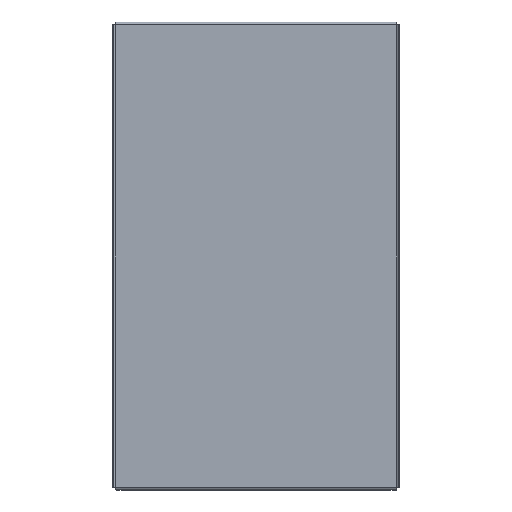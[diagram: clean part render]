
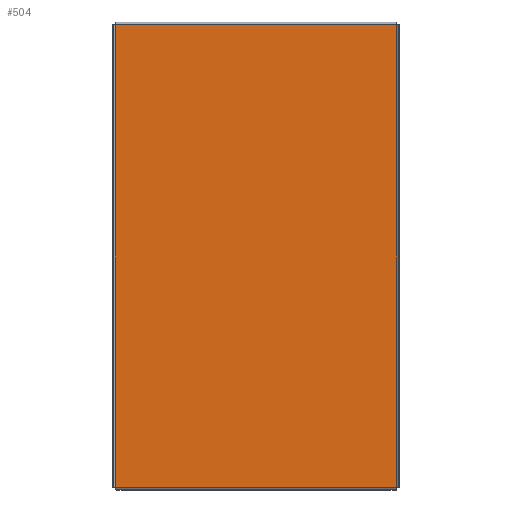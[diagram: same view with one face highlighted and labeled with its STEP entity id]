
A CAD part, front view. The second image highlights one B-rep face of the part: STEP entity #504.
In plain terms, the highlighted planar face has unit normal (0, -1, 0).
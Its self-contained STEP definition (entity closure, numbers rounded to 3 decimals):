
#2 = CARTESIAN_POINT ( 'NONE',  ( -119.8, -1.2, -196.8 ) ) ;
#138 = EDGE_CURVE ( 'NONE', #1267, #377, #1815, .T. ) ;
#246 = DIRECTION ( 'NONE',  ( 0., 0., 1. ) ) ;
#269 = EDGE_CURVE ( 'NONE', #1946, #2963, #1393, .T. ) ;
#377 = VERTEX_POINT ( 'NONE', #2619 ) ;
#390 = DIRECTION ( 'NONE',  ( 0., 0., 1. ) ) ;
#403 = CARTESIAN_POINT ( 'NONE',  ( 119.8, -1.2, 196.8 ) ) ;
#503 = EDGE_CURVE ( 'NONE', #1267, #2963, #543, .T. ) ;
#504 = ADVANCED_FACE ( 'NONE', ( #2575 ), #2381, .F. ) ;
#521 = ORIENTED_EDGE ( 'NONE', *, *, #269, .T. ) ;
#543 = LINE ( 'NONE', #2336, #1520 ) ;
#768 = VECTOR ( 'NONE', #1357, 1000. ) ;
#788 = ORIENTED_EDGE ( 'NONE', *, *, #2566, .F. ) ;
#899 = ORIENTED_EDGE ( 'NONE', *, *, #138, .T. ) ;
#949 = LINE ( 'NONE', #2467, #2792 ) ;
#1058 = DIRECTION ( 'NONE',  ( 0., 0., -1. ) ) ;
#1175 = CARTESIAN_POINT ( 'NONE',  ( -119.8, -1.2, -196.8 ) ) ;
#1251 = VECTOR ( 'NONE', #2387, 1000. ) ;
#1267 = VERTEX_POINT ( 'NONE', #1175 ) ;
#1357 = DIRECTION ( 'NONE',  ( -1., 0., 0. ) ) ;
#1393 = LINE ( 'NONE', #1835, #768 ) ;
#1520 = VECTOR ( 'NONE', #390, 1000. ) ;
#1815 = LINE ( 'NONE', #2, #1251 ) ;
#1835 = CARTESIAN_POINT ( 'NONE',  ( 119.8, -1.2, 196.8 ) ) ;
#1946 = VERTEX_POINT ( 'NONE', #403 ) ;
#2149 = DIRECTION ( 'NONE',  ( 0., 1., 0. ) ) ;
#2336 = CARTESIAN_POINT ( 'NONE',  ( -119.8, -1.2, -197. ) ) ;
#2381 = PLANE ( 'NONE',  #2489 ) ;
#2387 = DIRECTION ( 'NONE',  ( 1., 0., 0. ) ) ;
#2441 = CARTESIAN_POINT ( 'NONE',  ( -119.8, -1.2, 196.8 ) ) ;
#2467 = CARTESIAN_POINT ( 'NONE',  ( 119.8, -1.2, 197. ) ) ;
#2489 = AXIS2_PLACEMENT_3D ( 'NONE', #2856, #2149, #246 ) ;
#2566 = EDGE_CURVE ( 'NONE', #1946, #377, #949, .T. ) ;
#2575 = FACE_OUTER_BOUND ( 'NONE', #3034, .T. ) ;
#2619 = CARTESIAN_POINT ( 'NONE',  ( 119.8, -1.2, -196.8 ) ) ;
#2792 = VECTOR ( 'NONE', #1058, 1000. ) ;
#2856 = CARTESIAN_POINT ( 'NONE',  ( 0., -1.2, 0. ) ) ;
#2896 = ORIENTED_EDGE ( 'NONE', *, *, #503, .F. ) ;
#2963 = VERTEX_POINT ( 'NONE', #2441 ) ;
#3034 = EDGE_LOOP ( 'NONE', ( #899, #788, #521, #2896 ) ) ;
